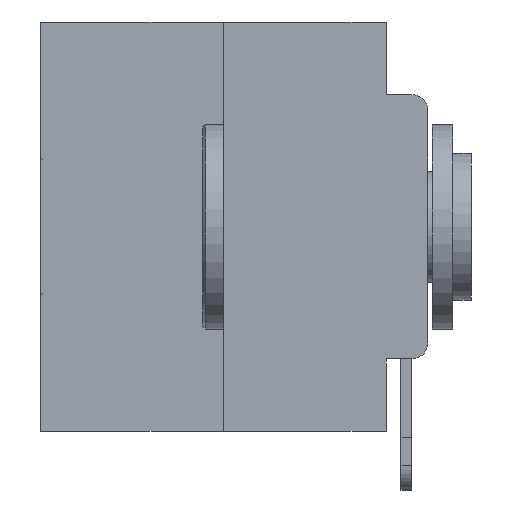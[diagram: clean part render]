
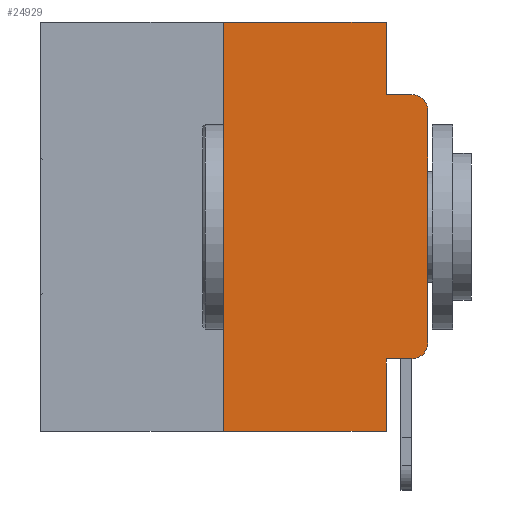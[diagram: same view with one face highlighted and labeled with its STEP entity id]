
A CAD part, left-side view. The second image highlights one B-rep face of the part: STEP entity #24929.
In plain terms, the highlighted planar face has unit normal (-1, 0, 0).
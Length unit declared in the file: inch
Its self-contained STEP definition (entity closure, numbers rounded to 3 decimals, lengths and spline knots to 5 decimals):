
#83 = CARTESIAN_POINT ( 'NONE',  ( 0., 0.25, 0. ) ) ;
#140 = DIRECTION ( 'NONE',  ( 0., 0., -1. ) ) ;
#317 = EDGE_CURVE ( 'NONE', #8531, #900, #19725, .T. ) ;
#437 = VECTOR ( 'NONE', #20653, 39.37008 ) ;
#541 = ORIENTED_EDGE ( 'NONE', *, *, #317, .F. ) ;
#587 = CARTESIAN_POINT ( 'NONE',  ( 0., 0.051, 0. ) ) ;
#671 = CIRCLE ( 'NONE', #9278, 0.02 ) ;
#900 = VERTEX_POINT ( 'NONE', #18373 ) ;
#1141 = DIRECTION ( 'NONE',  ( 0., -1., 0. ) ) ;
#1340 = ORIENTED_EDGE ( 'NONE', *, *, #18796, .T. ) ;
#2085 = CARTESIAN_POINT ( 'NONE',  ( 0., 0.02, -0.1085 ) ) ;
#2180 = CARTESIAN_POINT ( 'NONE',  ( 0., 0.02, -0.0885 ) ) ;
#2547 = DIRECTION ( 'NONE',  ( 0., -1., 0. ) ) ;
#3034 = VERTEX_POINT ( 'NONE', #17457 ) ;
#3491 = CARTESIAN_POINT ( 'NONE',  ( 0., 0., 0. ) ) ;
#3611 = DIRECTION ( 'NONE',  ( 0., 0., 1. ) ) ;
#4386 = CARTESIAN_POINT ( 'NONE',  ( 0., 0.02, -0.4115 ) ) ;
#4579 = ORIENTED_EDGE ( 'NONE', *, *, #20332, .T. ) ;
#4638 = DIRECTION ( 'NONE',  ( 0., 0., -1. ) ) ;
#5709 = EDGE_CURVE ( 'NONE', #26298, #8531, #29782, .T. ) ;
#5986 = VECTOR ( 'NONE', #12431, 39.37008 ) ;
#6057 = DIRECTION ( 'NONE',  ( -1., 0., 0. ) ) ;
#7527 = VECTOR ( 'NONE', #17196, 39.37008 ) ;
#8300 = FACE_OUTER_BOUND ( 'NONE', #29118, .T. ) ;
#8454 = DIRECTION ( 'NONE',  ( 0., -1., 0. ) ) ;
#8531 = VERTEX_POINT ( 'NONE', #15047 ) ;
#8745 = EDGE_CURVE ( 'NONE', #900, #25530, #15254, .T. ) ;
#8943 = VECTOR ( 'NONE', #1141, 39.37008 ) ;
#9224 = VECTOR ( 'NONE', #2547, 39.37008 ) ;
#9278 = AXIS2_PLACEMENT_3D ( 'NONE', #20200, #6057, #22512 ) ;
#11395 = VECTOR ( 'NONE', #13043, 39.37008 ) ;
#11451 = ORIENTED_EDGE ( 'NONE', *, *, #15126, .T. ) ;
#11961 = EDGE_CURVE ( 'NONE', #3034, #25530, #20917, .T. ) ;
#12431 = DIRECTION ( 'NONE',  ( 0., 0., 1. ) ) ;
#13043 = DIRECTION ( 'NONE',  ( 0., -1., 0. ) ) ;
#13676 = ORIENTED_EDGE ( 'NONE', *, *, #5709, .F. ) ;
#13809 = VECTOR ( 'NONE', #8454, 39.37008 ) ;
#14517 = LINE ( 'NONE', #15536, #13809 ) ;
#14773 = PLANE ( 'NONE',  #20960 ) ;
#14871 = DIRECTION ( 'NONE',  ( 1., 0., 0. ) ) ;
#14966 = CARTESIAN_POINT ( 'NONE',  ( 0., 0., -0.3915 ) ) ;
#15047 = CARTESIAN_POINT ( 'NONE',  ( 0., 0.051, 0. ) ) ;
#15126 = EDGE_CURVE ( 'NONE', #24943, #3034, #26146, .T. ) ;
#15254 = LINE ( 'NONE', #18085, #8943 ) ;
#15536 = CARTESIAN_POINT ( 'NONE',  ( 0., 0.473, -0.5 ) ) ;
#17027 = AXIS2_PLACEMENT_3D ( 'NONE', #2085, #18902, #4638 ) ;
#17070 = EDGE_CURVE ( 'NONE', #17586, #17078, #14517, .T. ) ;
#17078 = VERTEX_POINT ( 'NONE', #29370 ) ;
#17196 = DIRECTION ( 'NONE',  ( 0., 0., -1. ) ) ;
#17457 = CARTESIAN_POINT ( 'NONE',  ( 0., 0., -0.1085 ) ) ;
#17586 = VERTEX_POINT ( 'NONE', #29683 ) ;
#18085 = CARTESIAN_POINT ( 'NONE',  ( 0., 0.051, -0.0885 ) ) ;
#18373 = CARTESIAN_POINT ( 'NONE',  ( 0., 0.051, -0.0885 ) ) ;
#18616 = LINE ( 'NONE', #83, #5986 ) ;
#18796 = EDGE_CURVE ( 'NONE', #23901, #24943, #671, .T. ) ;
#18902 = DIRECTION ( 'NONE',  ( -1., 0., 0. ) ) ;
#19082 = ORIENTED_EDGE ( 'NONE', *, *, #8745, .F. ) ;
#19438 = CARTESIAN_POINT ( 'NONE',  ( 0., 0.25, 0. ) ) ;
#19725 = LINE ( 'NONE', #587, #437 ) ;
#20200 = CARTESIAN_POINT ( 'NONE',  ( 0., 0.02, -0.3915 ) ) ;
#20332 = EDGE_CURVE ( 'NONE', #29973, #23901, #21619, .T. ) ;
#20653 = DIRECTION ( 'NONE',  ( 0., 0., -1. ) ) ;
#20917 = CIRCLE ( 'NONE', #17027, 0.02 ) ;
#20960 = AXIS2_PLACEMENT_3D ( 'NONE', #28628, #14871, #140 ) ;
#21233 = ORIENTED_EDGE ( 'NONE', *, *, #24944, .F. ) ;
#21476 = VECTOR ( 'NONE', #3611, 39.37008 ) ;
#21619 = LINE ( 'NONE', #28424, #9224 ) ;
#22512 = DIRECTION ( 'NONE',  ( 0., 0., -1. ) ) ;
#23737 = ORIENTED_EDGE ( 'NONE', *, *, #11961, .T. ) ;
#23901 = VERTEX_POINT ( 'NONE', #4386 ) ;
#24562 = CARTESIAN_POINT ( 'NONE',  ( 0., 0.473, 0. ) ) ;
#24929 = ADVANCED_FACE ( 'NONE', ( #8300 ), #14773, .F. ) ;
#24943 = VERTEX_POINT ( 'NONE', #14966 ) ;
#24944 = EDGE_CURVE ( 'NONE', #29973, #17078, #26155, .T. ) ;
#25530 = VERTEX_POINT ( 'NONE', #2180 ) ;
#25900 = ORIENTED_EDGE ( 'NONE', *, *, #28005, .F. ) ;
#26146 = LINE ( 'NONE', #3491, #21476 ) ;
#26155 = LINE ( 'NONE', #28723, #7527 ) ;
#26298 = VERTEX_POINT ( 'NONE', #19438 ) ;
#26635 = ORIENTED_EDGE ( 'NONE', *, *, #17070, .T. ) ;
#28005 = EDGE_CURVE ( 'NONE', #17586, #26298, #18616, .T. ) ;
#28139 = CARTESIAN_POINT ( 'NONE',  ( 0., 0.051, -0.4115 ) ) ;
#28424 = CARTESIAN_POINT ( 'NONE',  ( 0., 0.051, -0.4115 ) ) ;
#28628 = CARTESIAN_POINT ( 'NONE',  ( 0., 0.473, 0. ) ) ;
#28723 = CARTESIAN_POINT ( 'NONE',  ( 0., 0.051, 0. ) ) ;
#29118 = EDGE_LOOP ( 'NONE', ( #11451, #23737, #19082, #541, #13676, #25900, #26635, #21233, #4579, #1340 ) ) ;
#29370 = CARTESIAN_POINT ( 'NONE',  ( 0., 0.051, -0.5 ) ) ;
#29683 = CARTESIAN_POINT ( 'NONE',  ( 0., 0.25, -0.5 ) ) ;
#29782 = LINE ( 'NONE', #24562, #11395 ) ;
#29973 = VERTEX_POINT ( 'NONE', #28139 ) ;
